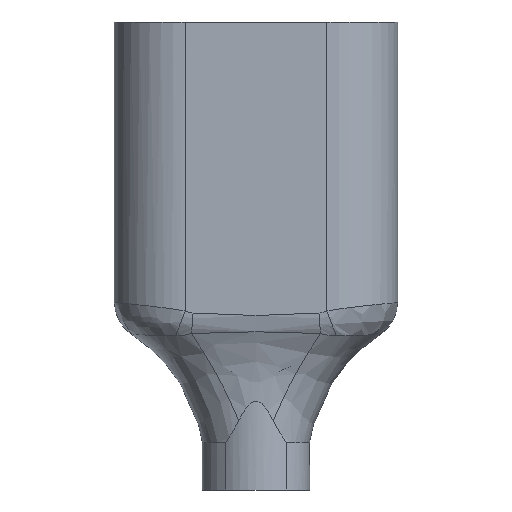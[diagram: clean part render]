
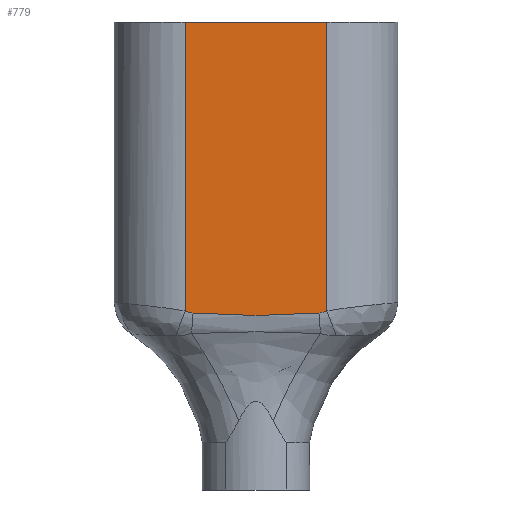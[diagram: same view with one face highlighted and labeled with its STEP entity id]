
A CAD part, front view. The second image highlights one B-rep face of the part: STEP entity #779.
In plain terms, the highlighted planar face has unit normal (0, -1, 0).
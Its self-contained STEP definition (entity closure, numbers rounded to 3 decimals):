
#712=CARTESIAN_POINT('',(0.,-3.,19.8));
#713=DIRECTION('',(0.,-1.,0.));
#714=DIRECTION('',(0.,0.,-1.));
#715=AXIS2_PLACEMENT_3D('',#712,#713,#714);
#716=PLANE('',#715);
#717=CARTESIAN_POINT('',(-3.,-3.,19.8));
#718=VERTEX_POINT('',#717);
#719=CARTESIAN_POINT('',(-3.,-3.,7.572));
#720=VERTEX_POINT('',#719);
#721=CARTESIAN_POINT('',(-3.,-3.,19.8));
#722=DIRECTION('',(0.,0.,-1.));
#723=VECTOR('',#722,12.228);
#724=LINE('',#721,#723);
#725=EDGE_CURVE('',#718,#720,#724,.T.);
#726=ORIENTED_EDGE('',*,*,#725,.T.);
#727=CARTESIAN_POINT('',(-2.665,-3.,7.486));
#728=VERTEX_POINT('',#727);
#729=CARTESIAN_POINT('',(-3.,-3.,7.572));
#730=CARTESIAN_POINT('',(-2.946,-3.,7.552));
#731=CARTESIAN_POINT('',(-2.892,-3.,7.533));
#732=CARTESIAN_POINT('',(-2.836,-3.,7.518));
#733=CARTESIAN_POINT('',(-2.779,-3.,7.502));
#734=CARTESIAN_POINT('',(-2.723,-3.,7.49));
#735=CARTESIAN_POINT('',(-2.665,-3.,7.486));
#736=B_SPLINE_CURVE_WITH_KNOTS('',3,(#729,#730,#731,#732,#733,#734,#735),.UNSPECIFIED.,.F.,.F.,(4,3,4),(0.011,0.011,0.011),.UNSPECIFIED.);
#737=EDGE_CURVE('',#720,#728,#736,.T.);
#738=ORIENTED_EDGE('',*,*,#737,.T.);
#739=CARTESIAN_POINT('',(2.665,-3.,7.486));
#740=VERTEX_POINT('',#739);
#741=CARTESIAN_POINT('',(-2.665,-3.,7.486));
#742=CARTESIAN_POINT('',(-1.778,-3.,7.421));
#743=CARTESIAN_POINT('',(-0.89,-3.,7.384));
#744=CARTESIAN_POINT('',(0.,-3.,7.384));
#745=CARTESIAN_POINT('',(0.891,-3.,7.384));
#746=CARTESIAN_POINT('',(1.779,-3.,7.421));
#747=CARTESIAN_POINT('',(2.665,-3.,7.486));
#748=B_SPLINE_CURVE_WITH_KNOTS('',3,(#741,#742,#743,#744,#745,#746,#747),.UNSPECIFIED.,.F.,.F.,(4,3,4),(0.002,0.005,0.007),.UNSPECIFIED.);
#749=EDGE_CURVE('',#728,#740,#748,.T.);
#750=ORIENTED_EDGE('',*,*,#749,.T.);
#751=CARTESIAN_POINT('',(3.,-3.,7.572));
#752=VERTEX_POINT('',#751);
#753=CARTESIAN_POINT('',(2.665,-3.,7.486));
#754=CARTESIAN_POINT('',(2.723,-3.,7.49));
#755=CARTESIAN_POINT('',(2.779,-3.,7.502));
#756=CARTESIAN_POINT('',(2.836,-3.,7.518));
#757=CARTESIAN_POINT('',(2.892,-3.,7.533));
#758=CARTESIAN_POINT('',(2.946,-3.,7.552));
#759=CARTESIAN_POINT('',(3.,-3.,7.572));
#760=B_SPLINE_CURVE_WITH_KNOTS('',3,(#753,#754,#755,#756,#757,#758,#759),.UNSPECIFIED.,.F.,.F.,(4,3,4),(0.012,0.012,0.012),.UNSPECIFIED.);
#761=EDGE_CURVE('',#740,#752,#760,.T.);
#762=ORIENTED_EDGE('',*,*,#761,.T.);
#763=CARTESIAN_POINT('',(3.,-3.,19.8));
#764=VERTEX_POINT('',#763);
#765=CARTESIAN_POINT('',(3.,-3.,19.8));
#766=DIRECTION('',(0.,0.,-1.));
#767=VECTOR('',#766,12.228);
#768=LINE('',#765,#767);
#769=EDGE_CURVE('',#764,#752,#768,.T.);
#770=ORIENTED_EDGE('',*,*,#769,.F.);
#771=CARTESIAN_POINT('',(3.,-3.,19.8));
#772=DIRECTION('',(-1.,0.,0.));
#773=VECTOR('',#772,6.);
#774=LINE('',#771,#773);
#775=EDGE_CURVE('',#764,#718,#774,.T.);
#776=ORIENTED_EDGE('',*,*,#775,.T.);
#777=EDGE_LOOP('',(#726,#738,#750,#762,#770,#776));
#778=FACE_BOUND('',#777,.T.);
#779=ADVANCED_FACE('',(#778),#716,.T.);
